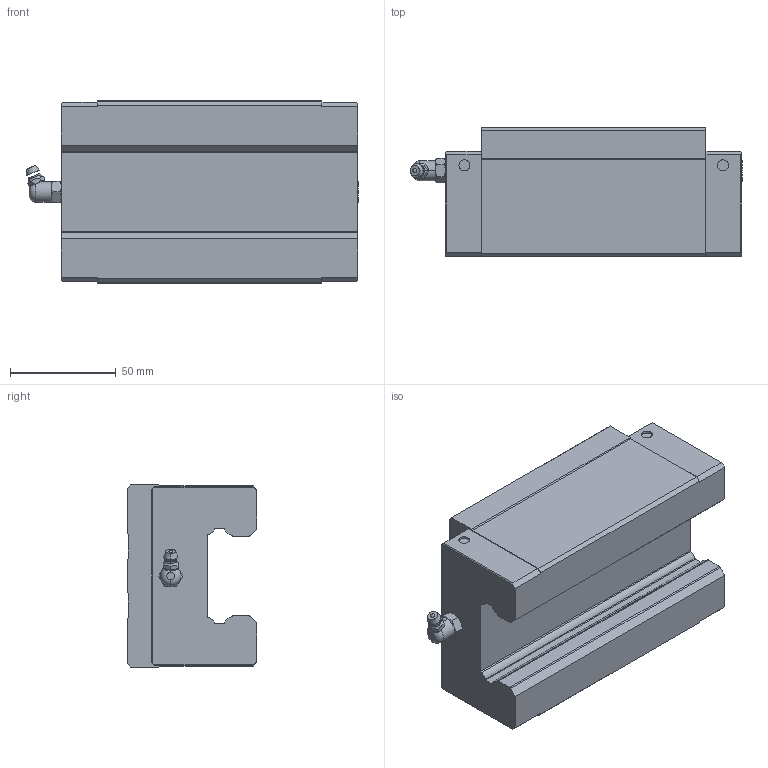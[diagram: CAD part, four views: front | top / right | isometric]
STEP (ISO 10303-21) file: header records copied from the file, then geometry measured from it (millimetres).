
FILE_DESCRIPTION (( 'STEP AP214' ), '1' );
FILE_NAME ('SHS45RSS, Føringsvogn, Bondy.STEP', '2020-06-15T08:06:43', ( '' ), ( '' ), 'SwSTEP 2.0', 'SolidWorks 2020', '' );
FILE_SCHEMA (( 'AUTOMOTIVE_DESIGN' ));
Length unit declared in the file: millimetre
Products named in the file (3): SHS45RSS, Føringsvogn, Bondy; _B-PT1_8-SHS_grease_nipple_joint; _SHS45RSSB-PT1_81 Slide15-55
Assembly tree (2 placements, depth 2):
  SHS45RSS, Føringsvogn, Bondy
    _SHS45RSSB-PT1_81 Slide15-55
    _B-PT1_8-SHS_grease_nipple_joint
Bounding box: 156.7 x 61.1 x 86 mm (x, y, z)
Volume: 556193.2 mm3; surface area: 58838.7 mm2
Topology: 1 solids, 3 shells, 160 faces, 416 edges, 261 vertices
Faces by surface type: plane 77, cone 40, cylinder 36, bspline 5, torus 2
Entity records: 5426 total; most frequent: CARTESIAN_POINT 1465, DIRECTION 810, ORIENTED_EDGE 804, EDGE_CURVE 404, AXIS2_PLACEMENT_3D 283, VERTEX_POINT 261, LINE 244, VECTOR 244
